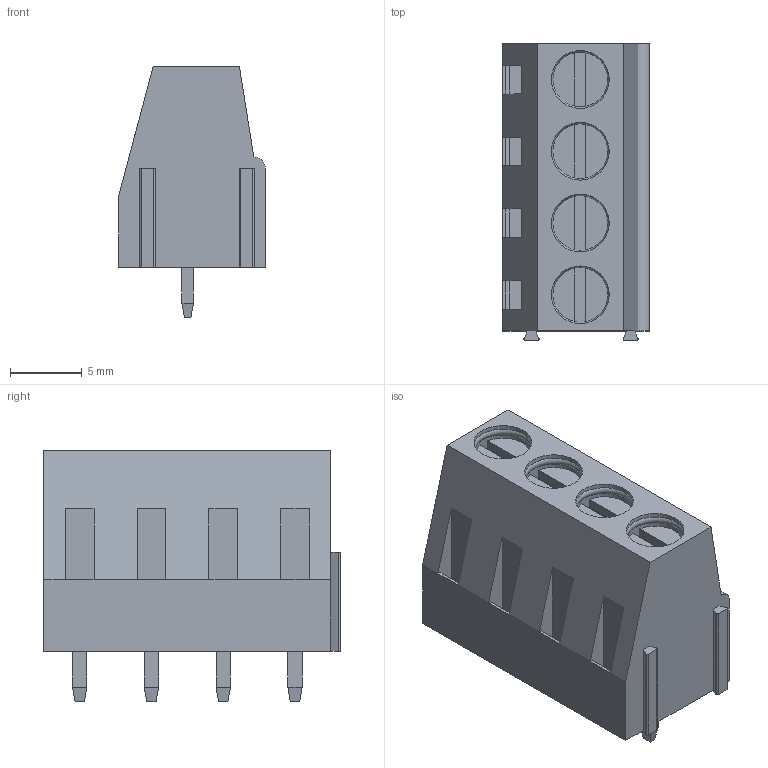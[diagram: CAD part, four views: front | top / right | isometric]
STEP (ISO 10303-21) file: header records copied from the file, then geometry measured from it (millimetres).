
FILE_DESCRIPTION(/* description */ ('Unknown'),/* implementation_level */ '2;1');
FILE_NAME(/* name */ 'MB310-500M04_20230306',/* time_stamp */ '2023-03-06T16:33:24+08:00',/* author */ ('Unknown'),/* organization */ ('Unknown'),/* preprocessor_version */ 'ST-DEVELOPER v16.7',/* originating_system */ 'DEX',/* authorisation */ $);
FILE_SCHEMA (('AUTOMOTIVE_DESIGN {1 0 10303 214 3 1 1}'));
Length unit declared in the file: millimetre
Products named in the file (1): MB310-500M04_20190911
Bounding box: 10.2 x 20.65 x 17.5 mm (x, y, z)
Volume: 2271.4 mm3; surface area: 1689.2 mm2
Topology: 5 solids, 5 shells, 161 faces, 385 edges, 246 vertices
Faces by surface type: plane 136, cylinder 21, torus 4
Full cylindrical faces by diameter (mm): 3.826 x4, 4.026 x8
Entity records: 5606 total; most frequent: CARTESIAN_POINT 769, DIRECTION 743, ORIENTED_EDGE 730, EDGE_CURVE 365, LINE 311, VECTOR 311, VERTEX_POINT 242, AXIS2_PLACEMENT_3D 216
